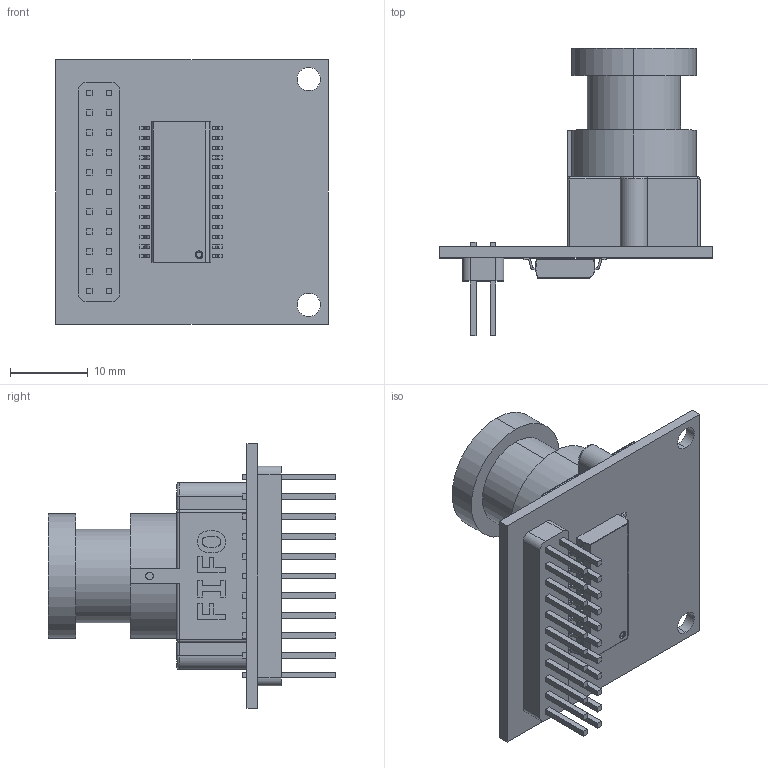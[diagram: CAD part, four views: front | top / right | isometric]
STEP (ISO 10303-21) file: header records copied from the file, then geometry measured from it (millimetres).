
FILE_DESCRIPTION (( 'STEP AP214' ), '1' );
FILE_NAME ('OV7670 FIFO BUFFER name.STEP', '2022-01-06T13:02:45', ( '' ), ( '' ), 'SwSTEP 2.0', 'SolidWorks 2021', '' );
FILE_SCHEMA (( 'AUTOMOTIVE_DESIGN' ));
Length unit declared in the file: millimetre
Products named in the file (1): OV7670 FIFO BUFFER name
Bounding box: 35 x 36.9 x 34 mm (x, y, z)
Volume: 7920.6 mm3; surface area: 5448 mm2
Topology: 30 solids, 30 shells, 816 faces, 2045 edges, 1348 vertices
Faces by surface type: plane 617, cylinder 169, bspline 16, torus 10, sphere 4
Entity records: 33582 total; most frequent: CARTESIAN_POINT 5495, ORIENTED_EDGE 4082, DIRECTION 3903, EDGE_CURVE 2041, VECTOR 1667, LINE 1667, VERTEX_POINT 1348, AXIS2_PLACEMENT_3D 1118
